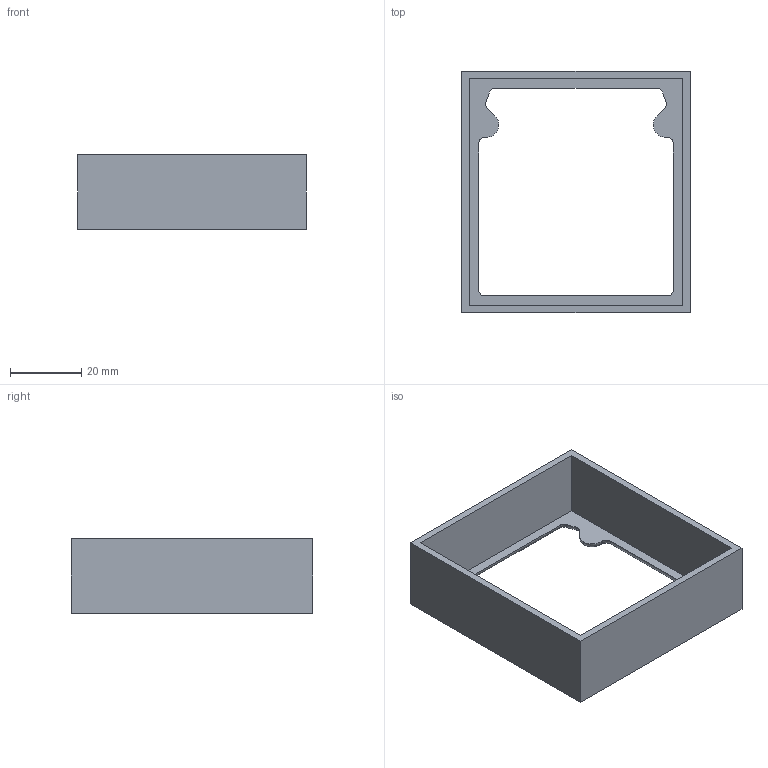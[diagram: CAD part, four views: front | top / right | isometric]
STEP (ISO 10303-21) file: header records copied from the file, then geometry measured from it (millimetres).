
FILE_DESCRIPTION(('CoCreate Modeling STEP Export'),'2;1');
FILE_NAME('6249850.stp','2016-09-29T15:40:11',(''),(''),'CoCreate Modeling STEP processor for AP214 (Solid Model)','CoCreate Modeling 16.00B 02-Dec-2008 (C) Parametric Technology GmbH','');
FILE_SCHEMA(('AUTOMOTIVE_DESIGN { 1 0 10303 214 1 1 1 1 }'));
Length unit declared in the file: millimetre
Products named in the file (1): Kantenschutz_KSR60060.1
Bounding box: 64.05 x 67.7 x 21 mm (x, y, z)
Volume: 12046.4 mm3; surface area: 13031.2 mm2
Topology: 1 solids, 1 shells, 36 faces, 101 edges, 68 vertices
Faces by surface type: torus 15, plane 11, cylinder 10
Entity records: 1204 total; most frequent: CARTESIAN_POINT 256, ORIENTED_EDGE 202, DIRECTION 196, EDGE_CURVE 101, AXIS2_PLACEMENT_3D 76, VERTEX_POINT 68, VECTOR 44, LINE 44
